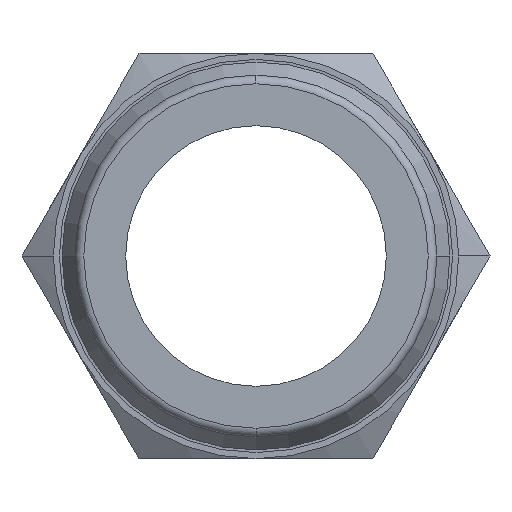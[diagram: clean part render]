
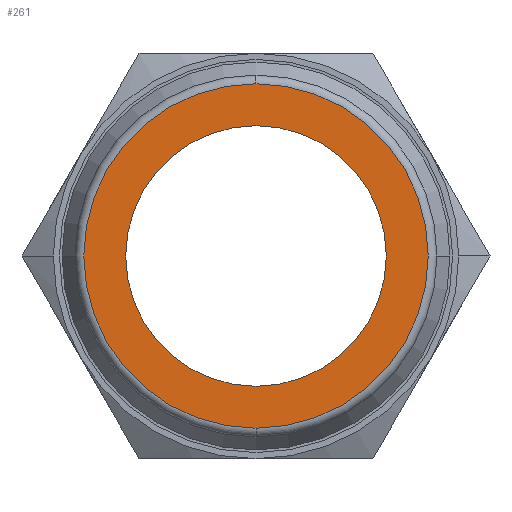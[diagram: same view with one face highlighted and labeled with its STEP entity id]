
A CAD part, front view. The second image highlights one B-rep face of the part: STEP entity #261.
In plain terms, the highlighted planar face has unit normal (0, -1, 0).
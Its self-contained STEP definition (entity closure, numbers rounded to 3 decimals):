
#261=ADVANCED_FACE('',(#536,#537),#538,.T.);
#536=FACE_BOUND('',#821,.T.);
#537=FACE_OUTER_BOUND('',#822,.T.);
#538=PLANE('',#823);
#821=EDGE_LOOP('',(#1464,#1465));
#822=EDGE_LOOP('',(#1466,#1467,#1468));
#823=AXIS2_PLACEMENT_3D('',#1469,#1470,#1471);
#1464=ORIENTED_EDGE('',*,*,#1857,.T.);
#1465=ORIENTED_EDGE('',*,*,#1875,.T.);
#1466=ORIENTED_EDGE('',*,*,#1876,.F.);
#1467=ORIENTED_EDGE('',*,*,#1877,.F.);
#1468=ORIENTED_EDGE('',*,*,#1724,.F.);
#1469=CARTESIAN_POINT('',(2.975,0.0,0.0));
#1470=DIRECTION('',(-0.0,-1.0,-0.0));
#1471=DIRECTION('',(-1.0,0.0,0.0));
#1724=EDGE_CURVE('',#2067,#2063,#2069,.T.);
#1857=EDGE_CURVE('',#2236,#2234,#2237,.T.);
#1875=EDGE_CURVE('',#2234,#2236,#2257,.T.);
#1876=EDGE_CURVE('',#2258,#2067,#2259,.T.);
#1877=EDGE_CURVE('',#2063,#2258,#2260,.T.);
#2063=VERTEX_POINT('',#2670);
#2067=VERTEX_POINT('',#2674);
#2069=CIRCLE('',#2676,5.95);
#2234=VERTEX_POINT('',#2945);
#2236=VERTEX_POINT('',#2948);
#2237=CIRCLE('',#2949,4.5);
#2257=CIRCLE('',#2976,4.5);
#2258=VERTEX_POINT('',#2977);
#2259=CIRCLE('',#2978,5.95);
#2260=CIRCLE('',#2979,5.95);
#2670=CARTESIAN_POINT('',(0.,0.0,5.95));
#2674=CARTESIAN_POINT('',(0.,0.0,-5.95));
#2676=AXIS2_PLACEMENT_3D('',#3141,#3142,#3143);
#2945=CARTESIAN_POINT('',(4.5,0.0,0.));
#2948=CARTESIAN_POINT('',(-4.5,0.0,0.));
#2949=AXIS2_PLACEMENT_3D('',#3318,#3319,#3320);
#2976=AXIS2_PLACEMENT_3D('',#3331,#3332,#3333);
#2977=CARTESIAN_POINT('',(5.95,0.0,0.0));
#2978=AXIS2_PLACEMENT_3D('',#3334,#3335,#3336);
#2979=AXIS2_PLACEMENT_3D('',#3337,#3338,#3339);
#3141=CARTESIAN_POINT('',(0.0,0.0,0.0));
#3142=DIRECTION('',(-0.0,1.0,0.0));
#3143=DIRECTION('',(1.0,0.0,0.0));
#3318=CARTESIAN_POINT('',(0.0,0.0,0.0));
#3319=DIRECTION('',(-0.0,1.0,0.0));
#3320=DIRECTION('',(1.0,0.0,0.0));
#3331=CARTESIAN_POINT('',(0.0,0.0,0.0));
#3332=DIRECTION('',(-0.0,1.0,0.0));
#3333=DIRECTION('',(1.0,0.0,0.0));
#3334=CARTESIAN_POINT('',(0.0,0.0,0.0));
#3335=DIRECTION('',(-0.0,1.0,0.0));
#3336=DIRECTION('',(1.0,0.0,0.0));
#3337=CARTESIAN_POINT('',(0.0,0.0,0.0));
#3338=DIRECTION('',(-0.0,1.0,0.0));
#3339=DIRECTION('',(1.0,0.0,0.0));
